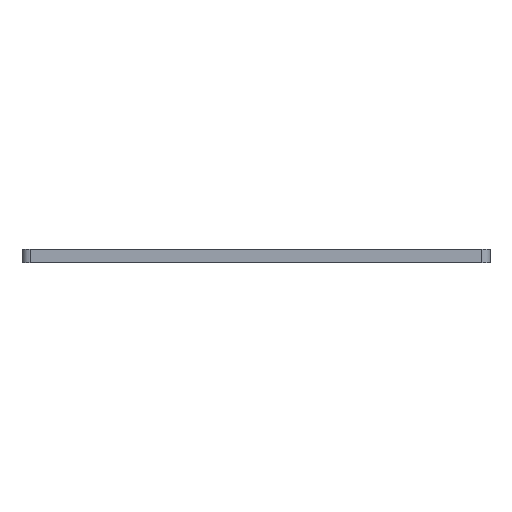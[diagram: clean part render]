
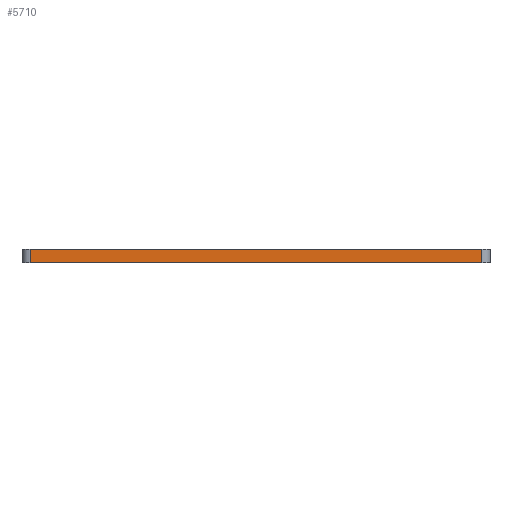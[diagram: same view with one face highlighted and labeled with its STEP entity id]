
A CAD part, left-side view. The second image highlights one B-rep face of the part: STEP entity #5710.
In plain terms, the highlighted planar face has unit normal (-1, 0, 0).
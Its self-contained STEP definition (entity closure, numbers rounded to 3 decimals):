
#27 = ORIENTED_EDGE ( 'NONE', *, *, #2463, .F. ) ;
#182 = DIRECTION ( 'NONE',  ( 0., 0., 1. ) ) ;
#203 = CARTESIAN_POINT ( 'NONE',  ( 0., -1.5, 2.5 ) ) ;
#544 = CARTESIAN_POINT ( 'NONE',  ( 0., -1.5, 2.5 ) ) ;
#559 = VECTOR ( 'NONE', #182, 1000. ) ;
#629 = VERTEX_POINT ( 'NONE', #5582 ) ;
#671 = LINE ( 'NONE', #203, #559 ) ;
#865 = DIRECTION ( 'NONE',  ( 0., 0., 1. ) ) ;
#874 = DIRECTION ( 'NONE',  ( -1., 0., 0. ) ) ;
#904 = CARTESIAN_POINT ( 'NONE',  ( 0., -85., 2.5 ) ) ;
#931 = VERTEX_POINT ( 'NONE', #6649 ) ;
#984 = ORIENTED_EDGE ( 'NONE', *, *, #3692, .F. ) ;
#1008 = EDGE_CURVE ( 'NONE', #629, #4604, #2968, .T. ) ;
#1233 = ORIENTED_EDGE ( 'NONE', *, *, #1008, .F. ) ;
#1298 = VECTOR ( 'NONE', #6937, 1000. ) ;
#1299 = CARTESIAN_POINT ( 'NONE',  ( 0., 0., 0. ) ) ;
#1373 = LINE ( 'NONE', #1299, #1298 ) ;
#1596 = PLANE ( 'NONE',  #6864 ) ;
#2463 = EDGE_CURVE ( 'NONE', #4604, #931, #1373, .T. ) ;
#2572 = LINE ( 'NONE', #3670, #5388 ) ;
#2957 = VECTOR ( 'NONE', #6774, 1000. ) ;
#2968 = LINE ( 'NONE', #6877, #2957 ) ;
#3544 = DIRECTION ( 'NONE',  ( 0., 1., 0. ) ) ;
#3578 = VERTEX_POINT ( 'NONE', #544 ) ;
#3595 = FACE_OUTER_BOUND ( 'NONE', #6264, .T. ) ;
#3670 = CARTESIAN_POINT ( 'NONE',  ( 0., -85., 2.5 ) ) ;
#3692 = EDGE_CURVE ( 'NONE', #931, #3578, #671, .T. ) ;
#4043 = ORIENTED_EDGE ( 'NONE', *, *, #4112, .T. ) ;
#4112 = EDGE_CURVE ( 'NONE', #629, #3578, #2572, .T. ) ;
#4604 = VERTEX_POINT ( 'NONE', #5791 ) ;
#5388 = VECTOR ( 'NONE', #3544, 1000. ) ;
#5582 = CARTESIAN_POINT ( 'NONE',  ( 0., -83.5, 2.5 ) ) ;
#5710 = ADVANCED_FACE ( 'NONE', ( #3595 ), #1596, .T. ) ;
#5791 = CARTESIAN_POINT ( 'NONE',  ( 0., -83.5, 0. ) ) ;
#6264 = EDGE_LOOP ( 'NONE', ( #27, #1233, #4043, #984 ) ) ;
#6649 = CARTESIAN_POINT ( 'NONE',  ( 0., -1.5, 0. ) ) ;
#6774 = DIRECTION ( 'NONE',  ( 0., 0., -1. ) ) ;
#6864 = AXIS2_PLACEMENT_3D ( 'NONE', #904, #874, #865 ) ;
#6877 = CARTESIAN_POINT ( 'NONE',  ( 0., -83.5, 2.5 ) ) ;
#6937 = DIRECTION ( 'NONE',  ( 0., 1., 0. ) ) ;
